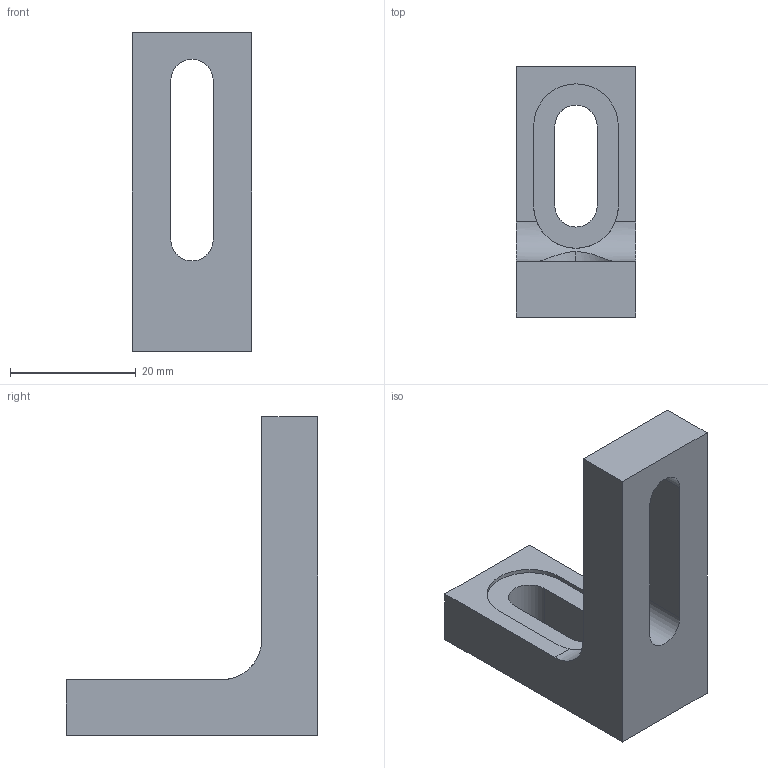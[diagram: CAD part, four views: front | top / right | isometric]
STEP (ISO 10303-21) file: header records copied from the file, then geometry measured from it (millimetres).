
FILE_DESCRIPTION (( 'STEP AP214' ), '1' );
FILE_NAME ('TTN159417-E0W.STEP', '2018-05-21T20:12:42', ( 'admin' ), ( '' ), 'SwSTEP 2.0', 'SolidWorks 2016', '' );
FILE_SCHEMA (( 'AUTOMOTIVE_DESIGN' ));
Length unit declared in the file: inch
Products named in the file (1): TTN159417-E0W
Bounding box: 19.05 x 40.01 x 50.8 mm (x, y, z)
Volume: 10798.3 mm3; surface area: 5327.4 mm2
Topology: 1 solids, 1 shells, 263 faces, 714 edges, 476 vertices
Faces by surface type: plane 158, bspline 94, cylinder 11
Entity records: 13971 total; most frequent: CARTESIAN_POINT 4491, ORIENTED_EDGE 1428, DIRECTION 886, EDGE_CURVE 714, LINE 500, VECTOR 500, VERTEX_POINT 476, EDGE_LOOP 290
